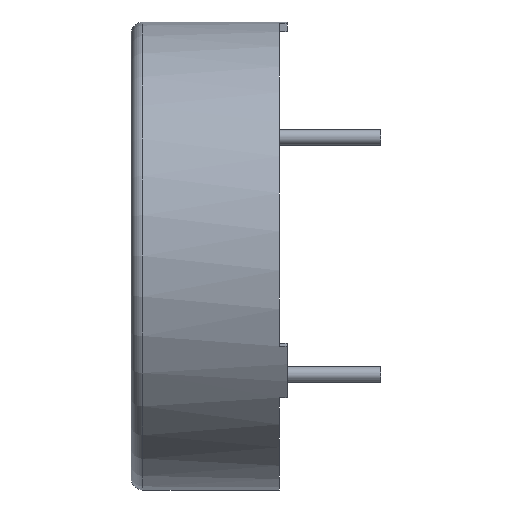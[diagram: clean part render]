
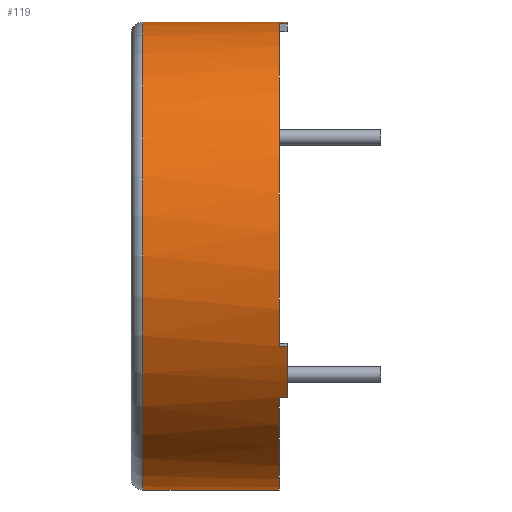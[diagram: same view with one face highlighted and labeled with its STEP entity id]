
A CAD part, left-side view. The second image highlights one B-rep face of the part: STEP entity #119.
In plain terms, the highlighted cylindrical face has radius 15 mm (diameter 30 mm), a partial arc.
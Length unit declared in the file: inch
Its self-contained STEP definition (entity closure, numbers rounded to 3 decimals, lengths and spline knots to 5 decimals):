
#9 = AXIS2_PLACEMENT_3D ( 'NONE', #545, #623, #535 ) ;
#36 = VECTOR ( 'NONE', #1238, 39.37008 ) ;
#40 = VECTOR ( 'NONE', #1118, 39.37008 ) ;
#76 = CARTESIAN_POINT ( 'NONE',  ( 0., 0.37402, 0.59055 ) ) ;
#85 = CARTESIAN_POINT ( 'NONE',  ( 0., 0., 0. ) ) ;
#109 = EDGE_LOOP ( 'NONE', ( #1008, #739, #865, #986, #714, #976, #1194, #606, #1234, #317 ) ) ;
#119 = ADVANCED_FACE ( 'NONE', ( #765 ), #1111, .T. ) ;
#168 = VERTEX_POINT ( 'NONE', #1078 ) ;
#200 = CIRCLE ( 'NONE', #286, 0.59055 ) ;
#215 = DIRECTION ( 'NONE',  ( -0.866, 0., 0.5 ) ) ;
#219 = VERTEX_POINT ( 'NONE', #1188 ) ;
#230 = DIRECTION ( 'NONE',  ( 0.866, 0., 0.5 ) ) ;
#235 = EDGE_CURVE ( 'NONE', #1085, #168, #582, .T. ) ;
#238 = AXIS2_PLACEMENT_3D ( 'NONE', #1187, #952, #215 ) ;
#286 = AXIS2_PLACEMENT_3D ( 'NONE', #1180, #1381, #760 ) ;
#298 = CARTESIAN_POINT ( 'NONE',  ( 0., -0.01969, 0.59055 ) ) ;
#317 = ORIENTED_EDGE ( 'NONE', *, *, #235, .F. ) ;
#354 = CARTESIAN_POINT ( 'NONE',  ( -0.46991, 0., -0.35768 ) ) ;
#383 = LINE ( 'NONE', #940, #1271 ) ;
#443 = LINE ( 'NONE', #453, #847 ) ;
#453 = CARTESIAN_POINT ( 'NONE',  ( 0., 0.37402, -0.59055 ) ) ;
#470 = EDGE_CURVE ( 'NONE', #1012, #924, #1179, .T. ) ;
#494 = CARTESIAN_POINT ( 'NONE',  ( -0.54471, -0.01969, -0.22812 ) ) ;
#535 = DIRECTION ( 'NONE',  ( 0., 0., 1. ) ) ;
#537 = EDGE_CURVE ( 'NONE', #647, #913, #200, .T. ) ;
#545 = CARTESIAN_POINT ( 'NONE',  ( 0., 0., 0. ) ) ;
#556 = EDGE_CURVE ( 'NONE', #913, #1012, #443, .T. ) ;
#570 = VERTEX_POINT ( 'NONE', #756 ) ;
#582 = CIRCLE ( 'NONE', #1161, 0.59055 ) ;
#604 = AXIS2_PLACEMENT_3D ( 'NONE', #85, #965, #744 ) ;
#606 = ORIENTED_EDGE ( 'NONE', *, *, #1341, .T. ) ;
#616 = CARTESIAN_POINT ( 'NONE',  ( -0.46991, -0.01969, -0.35768 ) ) ;
#617 = EDGE_CURVE ( 'NONE', #219, #1308, #682, .T. ) ;
#623 = DIRECTION ( 'NONE',  ( 0., 1., 0. ) ) ;
#647 = VERTEX_POINT ( 'NONE', #1328 ) ;
#650 = DIRECTION ( 'NONE',  ( 0., -1., 0. ) ) ;
#672 = CARTESIAN_POINT ( 'NONE',  ( 0., 0.34449, -0.59055 ) ) ;
#682 = CIRCLE ( 'NONE', #238, 0.59055 ) ;
#693 = CARTESIAN_POINT ( 'NONE',  ( -0.54471, 0., -0.22812 ) ) ;
#714 = ORIENTED_EDGE ( 'NONE', *, *, #1274, .F. ) ;
#739 = ORIENTED_EDGE ( 'NONE', *, *, #537, .T. ) ;
#744 = DIRECTION ( 'NONE',  ( 0., 0., 1. ) ) ;
#756 = CARTESIAN_POINT ( 'NONE',  ( -0.0748, 0., 0.58579 ) ) ;
#760 = DIRECTION ( 'NONE',  ( 0., 0., 1. ) ) ;
#765 = FACE_OUTER_BOUND ( 'NONE', #109, .T. ) ;
#775 = EDGE_CURVE ( 'NONE', #168, #570, #383, .T. ) ;
#794 = LINE ( 'NONE', #494, #893 ) ;
#796 = CARTESIAN_POINT ( 'NONE',  ( 0., 0., -0.59055 ) ) ;
#801 = LINE ( 'NONE', #899, #40 ) ;
#818 = LINE ( 'NONE', #76, #36 ) ;
#845 = AXIS2_PLACEMENT_3D ( 'NONE', #900, #908, #1326 ) ;
#847 = VECTOR ( 'NONE', #1280, 39.37008 ) ;
#859 = EDGE_CURVE ( 'NONE', #647, #1085, #818, .T. ) ;
#865 = ORIENTED_EDGE ( 'NONE', *, *, #556, .T. ) ;
#893 = VECTOR ( 'NONE', #999, 39.37008 ) ;
#899 = CARTESIAN_POINT ( 'NONE',  ( -0.46991, -0.01969, -0.35768 ) ) ;
#900 = CARTESIAN_POINT ( 'NONE',  ( 0., 0.37402, 0. ) ) ;
#908 = DIRECTION ( 'NONE',  ( 0., -1., 0. ) ) ;
#913 = VERTEX_POINT ( 'NONE', #672 ) ;
#924 = VERTEX_POINT ( 'NONE', #354 ) ;
#925 = DIRECTION ( 'NONE',  ( 0., 1., 0. ) ) ;
#940 = CARTESIAN_POINT ( 'NONE',  ( -0.0748, -0.01969, 0.58579 ) ) ;
#945 = CARTESIAN_POINT ( 'NONE',  ( 0., -0.01969, 0. ) ) ;
#952 = DIRECTION ( 'NONE',  ( 0., -1., 0. ) ) ;
#965 = DIRECTION ( 'NONE',  ( 0., 1., 0. ) ) ;
#976 = ORIENTED_EDGE ( 'NONE', *, *, #617, .F. ) ;
#986 = ORIENTED_EDGE ( 'NONE', *, *, #470, .T. ) ;
#999 = DIRECTION ( 'NONE',  ( 0., 1., 0. ) ) ;
#1008 = ORIENTED_EDGE ( 'NONE', *, *, #859, .F. ) ;
#1012 = VERTEX_POINT ( 'NONE', #796 ) ;
#1078 = CARTESIAN_POINT ( 'NONE',  ( -0.0748, -0.01969, 0.58579 ) ) ;
#1085 = VERTEX_POINT ( 'NONE', #298 ) ;
#1111 = CYLINDRICAL_SURFACE ( 'NONE', #845, 0.59055 ) ;
#1118 = DIRECTION ( 'NONE',  ( 0., 1., 0. ) ) ;
#1131 = VERTEX_POINT ( 'NONE', #693 ) ;
#1138 = CIRCLE ( 'NONE', #604, 0.59055 ) ;
#1161 = AXIS2_PLACEMENT_3D ( 'NONE', #945, #650, #230 ) ;
#1179 = CIRCLE ( 'NONE', #9, 0.59055 ) ;
#1180 = CARTESIAN_POINT ( 'NONE',  ( 0., 0.34449, 0. ) ) ;
#1187 = CARTESIAN_POINT ( 'NONE',  ( 0., -0.01969, 0. ) ) ;
#1188 = CARTESIAN_POINT ( 'NONE',  ( -0.54471, -0.01969, -0.22812 ) ) ;
#1192 = EDGE_CURVE ( 'NONE', #219, #1131, #794, .T. ) ;
#1194 = ORIENTED_EDGE ( 'NONE', *, *, #1192, .T. ) ;
#1234 = ORIENTED_EDGE ( 'NONE', *, *, #775, .F. ) ;
#1238 = DIRECTION ( 'NONE',  ( 0., -1., 0. ) ) ;
#1271 = VECTOR ( 'NONE', #925, 39.37008 ) ;
#1274 = EDGE_CURVE ( 'NONE', #1308, #924, #801, .T. ) ;
#1280 = DIRECTION ( 'NONE',  ( 0., -1., 0. ) ) ;
#1308 = VERTEX_POINT ( 'NONE', #616 ) ;
#1326 = DIRECTION ( 'NONE',  ( 0., 0., -1. ) ) ;
#1328 = CARTESIAN_POINT ( 'NONE',  ( 0., 0.34449, 0.59055 ) ) ;
#1341 = EDGE_CURVE ( 'NONE', #1131, #570, #1138, .T. ) ;
#1381 = DIRECTION ( 'NONE',  ( 0., -1., 0. ) ) ;
